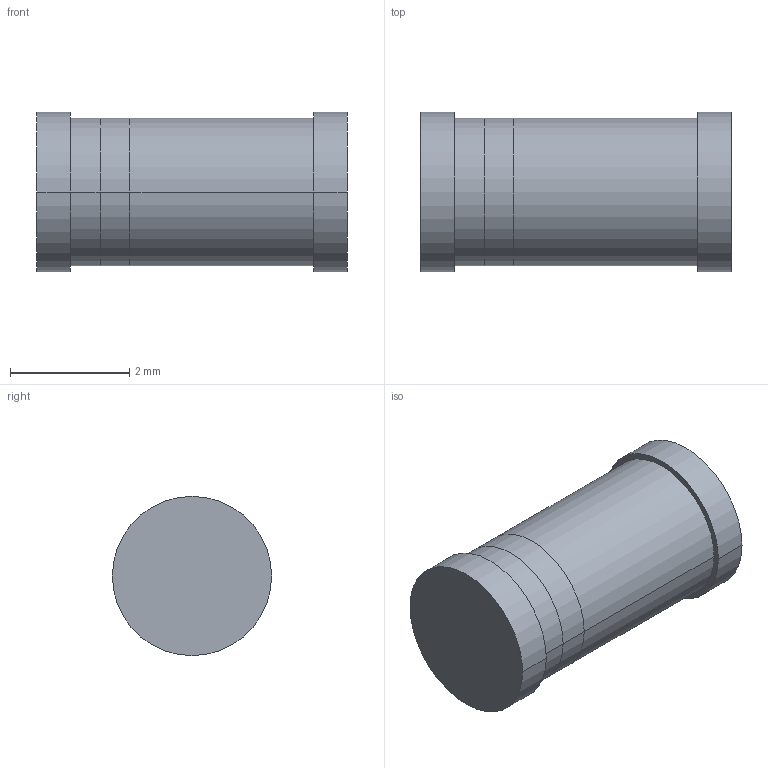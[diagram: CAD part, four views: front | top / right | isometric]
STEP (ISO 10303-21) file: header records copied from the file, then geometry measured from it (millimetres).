
FILE_DESCRIPTION (( 'STEP AP214' ), '1' );
FILE_NAME ('CD4BA13C-ABE4-4D9B-95FC-1B3FBB504E9C.STEP', '2025-09-04T05:49:45', ( '' ), ( '' ), 'SwSTEP 2.0', 'SolidWorks 2022', '' );
FILE_SCHEMA (( 'AUTOMOTIVE_DESIGN' ));
Length unit declared in the file: millimetre
Products named in the file (1): CD4BA13C-ABE4-4D9B-95FC-1B3FBB504E9C
Bounding box: 5.2 x 2.67 x 2.67 mm (x, y, z)
Volume: 26.3 mm3; surface area: 72.9 mm2
Topology: 2 solids, 2 shells, 20 faces, 36 edges, 24 vertices
Faces by surface type: cylinder 12, plane 8
Entity records: 767 total; most frequent: DIRECTION 102, CARTESIAN_POINT 81, ORIENTED_EDGE 72, AXIS2_PLACEMENT_3D 45, EDGE_CURVE 36, EDGE_LOOP 24, UNCERTAINTY_MEASURE_WITH_UNIT 24, VERTEX_POINT 24
